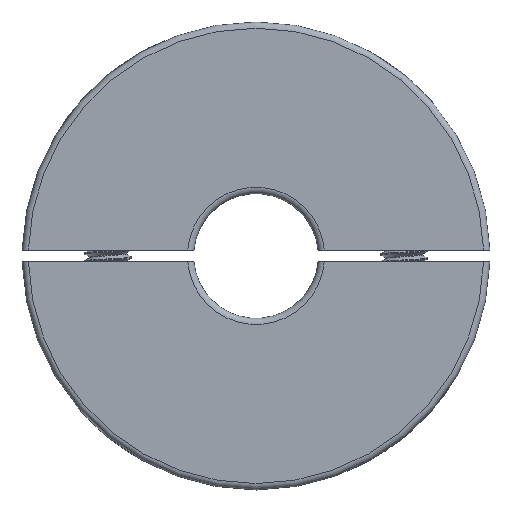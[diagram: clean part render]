
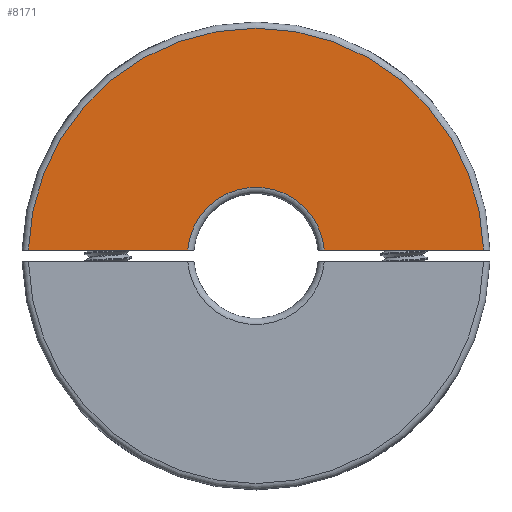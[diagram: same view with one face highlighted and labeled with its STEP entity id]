
A CAD part, top view. The second image highlights one B-rep face of the part: STEP entity #8171.
In plain terms, the highlighted planar face has unit normal (0, 0, 1).
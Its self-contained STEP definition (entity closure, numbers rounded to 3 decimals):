
#280 = AXIS2_PLACEMENT_3D ( 'NONE', #4701, #3845, #5449 ) ;
#545 = CARTESIAN_POINT ( 'NONE',  ( 0., 0., 4. ) ) ;
#584 = ORIENTED_EDGE ( 'NONE', *, *, #2655, .T. ) ;
#607 = FACE_OUTER_BOUND ( 'NONE', #9486, .T. ) ;
#1054 = ORIENTED_EDGE ( 'NONE', *, *, #4861, .T. ) ;
#1375 = DIRECTION ( 'NONE',  ( 1., 0., 0. ) ) ;
#1516 = CIRCLE ( 'NONE', #280, 4.4 ) ;
#1644 = VECTOR ( 'NONE', #1375, 1000. ) ;
#1674 = CARTESIAN_POINT ( 'NONE',  ( 3.982, 0.375, 4. ) ) ;
#2544 = DIRECTION ( 'NONE',  ( 1., 0., 0. ) ) ;
#2655 = EDGE_CURVE ( 'NONE', #4495, #2950, #6403, .T. ) ;
#2896 = AXIS2_PLACEMENT_3D ( 'NONE', #7094, #3368, #2544 ) ;
#2950 = VERTEX_POINT ( 'NONE', #3688 ) ;
#3011 = LINE ( 'NONE', #7772, #1644 ) ;
#3139 = AXIS2_PLACEMENT_3D ( 'NONE', #545, #7719, #3834 ) ;
#3368 = DIRECTION ( 'NONE',  ( 0., 0., 1. ) ) ;
#3688 = CARTESIAN_POINT ( 'NONE',  ( 14.595, 0.375, 4. ) ) ;
#3834 = DIRECTION ( 'NONE',  ( 1., 0., 0. ) ) ;
#3845 = DIRECTION ( 'NONE',  ( 0., 0., -1. ) ) ;
#4078 = EDGE_CURVE ( 'NONE', #2950, #9242, #9661, .T. ) ;
#4495 = VERTEX_POINT ( 'NONE', #8224 ) ;
#4701 = CARTESIAN_POINT ( 'NONE',  ( 0., 0., 4. ) ) ;
#4861 = EDGE_CURVE ( 'NONE', #9242, #8383, #3011, .T. ) ;
#5449 = DIRECTION ( 'NONE',  ( 1., 0., 0. ) ) ;
#5717 = PLANE ( 'NONE',  #2896 ) ;
#6042 = CARTESIAN_POINT ( 'NONE',  ( -4.384, 0.375, 4. ) ) ;
#6403 = LINE ( 'NONE', #1674, #7026 ) ;
#6425 = EDGE_CURVE ( 'NONE', #8383, #4495, #1516, .T. ) ;
#7026 = VECTOR ( 'NONE', #7900, 1000. ) ;
#7094 = CARTESIAN_POINT ( 'NONE',  ( 0., 0., 4. ) ) ;
#7551 = CARTESIAN_POINT ( 'NONE',  ( -14.595, 0.375, 4. ) ) ;
#7719 = DIRECTION ( 'NONE',  ( 0., 0., 1. ) ) ;
#7772 = CARTESIAN_POINT ( 'NONE',  ( -14.995, 0.375, 4. ) ) ;
#7900 = DIRECTION ( 'NONE',  ( 1., 0., 0. ) ) ;
#8171 = ADVANCED_FACE ( 'NONE', ( #607 ), #5717, .T. ) ;
#8224 = CARTESIAN_POINT ( 'NONE',  ( 4.384, 0.375, 4. ) ) ;
#8383 = VERTEX_POINT ( 'NONE', #6042 ) ;
#9242 = VERTEX_POINT ( 'NONE', #7551 ) ;
#9383 = ORIENTED_EDGE ( 'NONE', *, *, #4078, .T. ) ;
#9486 = EDGE_LOOP ( 'NONE', ( #1054, #9584, #584, #9383 ) ) ;
#9584 = ORIENTED_EDGE ( 'NONE', *, *, #6425, .T. ) ;
#9661 = CIRCLE ( 'NONE', #3139, 14.6 ) ;
